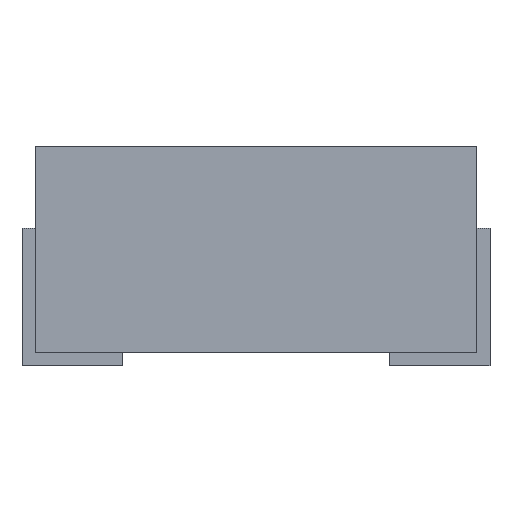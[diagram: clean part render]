
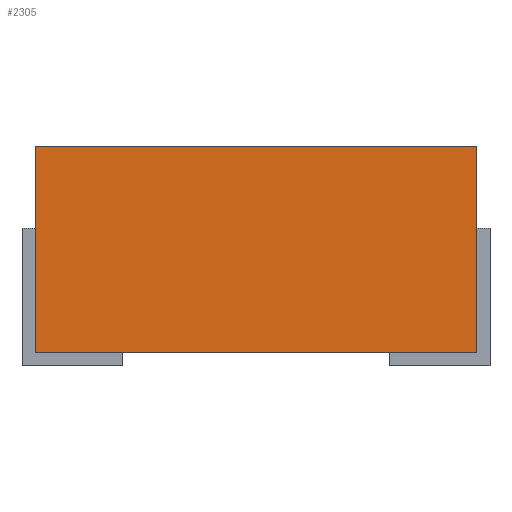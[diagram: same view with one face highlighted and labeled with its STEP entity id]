
A CAD part, front view. The second image highlights one B-rep face of the part: STEP entity #2305.
In plain terms, the highlighted planar face has unit normal (0, -1, 0).
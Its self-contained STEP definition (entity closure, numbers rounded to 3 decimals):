
#46=LINE('',#3223,#277);
#49=LINE('',#3414,#280);
#57=LINE('',#3429,#288);
#63=LINE('',#3441,#294);
#277=VECTOR('',#2592,1000.);
#280=VECTOR('',#2597,1000.);
#288=VECTOR('',#2607,1000.);
#294=VECTOR('',#2617,1000.);
#614=ORIENTED_EDGE('',*,*,#1291,.T.);
#615=ORIENTED_EDGE('',*,*,#1285,.F.);
#616=ORIENTED_EDGE('',*,*,#1235,.F.);
#617=ORIENTED_EDGE('',*,*,#1277,.T.);
#1235=EDGE_CURVE('',#1575,#1576,#46,.T.);
#1277=EDGE_CURVE('',#1575,#1617,#49,.T.);
#1285=EDGE_CURVE('',#1576,#1622,#57,.T.);
#1291=EDGE_CURVE('',#1617,#1622,#63,.T.);
#1575=VERTEX_POINT('',#3222);
#1576=VERTEX_POINT('',#3224);
#1617=VERTEX_POINT('',#3413);
#1622=VERTEX_POINT('',#3426);
#1884=EDGE_LOOP('',(#614,#615,#616,#617));
#2040=FACE_BOUND('',#1884,.T.);
#2184=PLANE('',#2467);
#2305=ADVANCED_FACE('',(#2040),#2184,.F.);
#2467=AXIS2_PLACEMENT_3D('',#3440,#2615,#2616);
#2592=DIRECTION('',(1.,0.,0.));
#2597=DIRECTION('',(0.,0.,-1.));
#2607=DIRECTION('',(0.,0.,-1.));
#2615=DIRECTION('',(0.,1.,0.));
#2616=DIRECTION('',(-1.,0.,0.));
#2617=DIRECTION('',(1.,0.,0.));
#3222=CARTESIAN_POINT('',(-3.305,-3.175,3.1));
#3223=CARTESIAN_POINT('',(-3.405,-3.175,3.1));
#3224=CARTESIAN_POINT('',(3.305,-3.175,3.1));
#3413=CARTESIAN_POINT('',(-3.305,-3.175,0.));
#3414=CARTESIAN_POINT('',(-3.305,-3.175,3.1));
#3426=CARTESIAN_POINT('',(3.305,-3.175,0.));
#3429=CARTESIAN_POINT('',(3.305,-3.175,3.1));
#3440=CARTESIAN_POINT('',(-3.405,-3.175,3.1));
#3441=CARTESIAN_POINT('',(-3.405,-3.175,0.));
